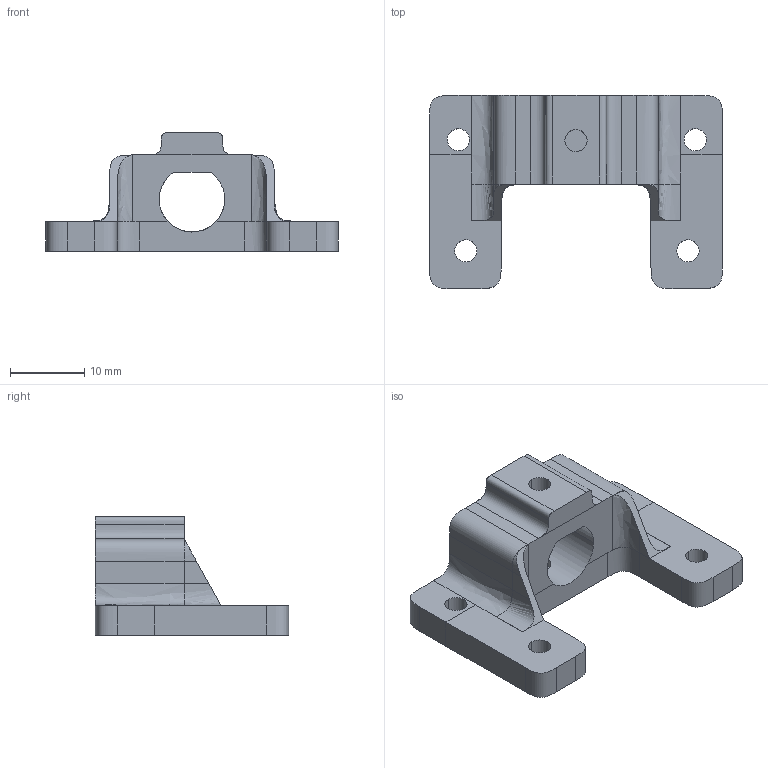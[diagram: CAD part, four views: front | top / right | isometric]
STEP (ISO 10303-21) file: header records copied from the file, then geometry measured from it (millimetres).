
FILE_DESCRIPTION(/* description */ (''),/* implementation_level */ '2;1');
FILE_NAME(/* name */ 'cover_holder',/* time_stamp */ '2024-11-05T19:46:32+03:00',/* author */ (''),/* organization */ (''),/* preprocessor_version */ 'ST-DEVELOPER v16.5',/* originating_system */ 'Rhino 7.23',/* authorisation */ '');
FILE_SCHEMA (('CONFIG_CONTROL_DESIGN'));
Length unit declared in the file: millimetre
Products named in the file (1): Document
Bounding box: 39.57 x 26.11 x 16 mm (x, y, z)
Volume: 4872.1 mm3; surface area: 3181.8 mm2
Topology: 1 solids, 1 shells, 81 faces, 212 edges, 132 vertices
Faces by surface type: plane 45, bspline 22, cylinder 14
Entity records: 2729 total; most frequent: CARTESIAN_POINT 1245, ORIENTED_EDGE 424, EDGE_CURVE 212, B_SPLINE_CURVE_WITH_KNOTS 166, VERTEX_POINT 132, EDGE_LOOP 92, ADVANCED_FACE 81, FACE_OUTER_BOUND 81
